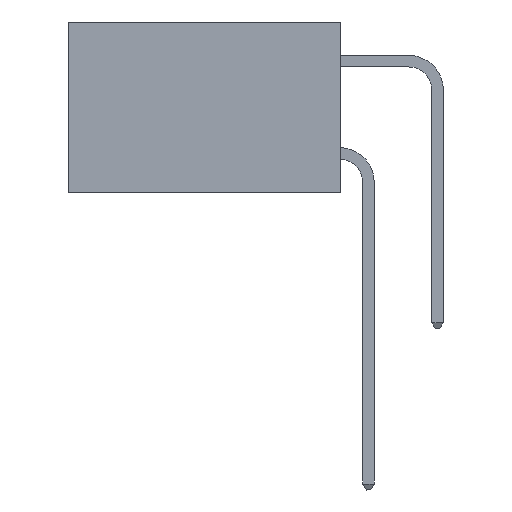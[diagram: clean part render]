
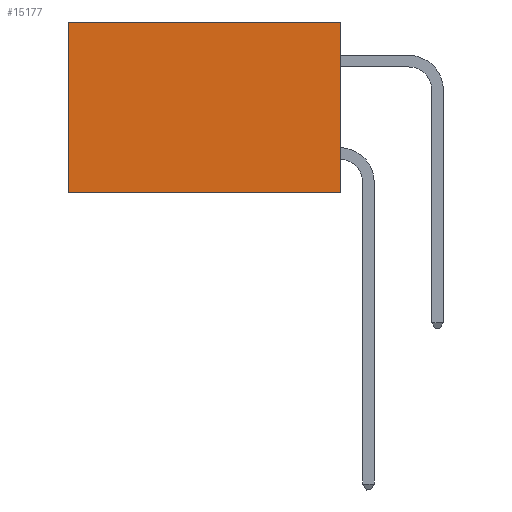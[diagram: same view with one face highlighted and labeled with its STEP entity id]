
A CAD part, left-side view. The second image highlights one B-rep face of the part: STEP entity #15177.
In plain terms, the highlighted planar face has unit normal (-1, 0, 0).
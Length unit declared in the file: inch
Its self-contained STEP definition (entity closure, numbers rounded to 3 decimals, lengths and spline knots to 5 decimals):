
#88 = EDGE_CURVE ( 'NONE', #3379, #2744, #13853, .T. ) ;
#100 = DIRECTION ( 'NONE',  ( 0., 0., -1. ) ) ;
#446 = FACE_OUTER_BOUND ( 'NONE', #13147, .T. ) ;
#1681 = CARTESIAN_POINT ( 'NONE',  ( 0.277, 0., -0.37 ) ) ;
#1948 = DIRECTION ( 'NONE',  ( 0., 1., 0. ) ) ;
#2441 = VECTOR ( 'NONE', #100, 39.37008 ) ;
#2725 = CARTESIAN_POINT ( 'NONE',  ( 0.277, 0., 0. ) ) ;
#2744 = VERTEX_POINT ( 'NONE', #18116 ) ;
#2795 = VERTEX_POINT ( 'NONE', #5535 ) ;
#3365 = ORIENTED_EDGE ( 'NONE', *, *, #7307, .F. ) ;
#3379 = VERTEX_POINT ( 'NONE', #17006 ) ;
#4828 = VERTEX_POINT ( 'NONE', #9832 ) ;
#5535 = CARTESIAN_POINT ( 'NONE',  ( 0.277, 0., -0.37 ) ) ;
#5541 = LINE ( 'NONE', #16225, #17246 ) ;
#6220 = ORIENTED_EDGE ( 'NONE', *, *, #88, .T. ) ;
#6237 = ORIENTED_EDGE ( 'NONE', *, *, #8041, .T. ) ;
#7164 = ORIENTED_EDGE ( 'NONE', *, *, #16043, .F. ) ;
#7307 = EDGE_CURVE ( 'NONE', #2795, #4828, #5541, .T. ) ;
#7448 = LINE ( 'NONE', #18941, #2441 ) ;
#7779 = PLANE ( 'NONE',  #9690 ) ;
#8041 = EDGE_CURVE ( 'NONE', #2744, #4828, #7448, .T. ) ;
#8380 = VECTOR ( 'NONE', #1948, 39.37008 ) ;
#9313 = DIRECTION ( 'NONE',  ( 0., 0., -1. ) ) ;
#9690 = AXIS2_PLACEMENT_3D ( 'NONE', #1681, #18435, #9313 ) ;
#9832 = CARTESIAN_POINT ( 'NONE',  ( 0.277, 0.59, -0.37 ) ) ;
#11241 = CARTESIAN_POINT ( 'NONE',  ( 0.277, 0., -0.37 ) ) ;
#12800 = LINE ( 'NONE', #11241, #16406 ) ;
#13147 = EDGE_LOOP ( 'NONE', ( #6237, #3365, #7164, #6220 ) ) ;
#13853 = LINE ( 'NONE', #2725, #8380 ) ;
#15177 = ADVANCED_FACE ( 'NONE', ( #446 ), #7779, .F. ) ;
#15833 = DIRECTION ( 'NONE',  ( 0., 0., -1. ) ) ;
#16043 = EDGE_CURVE ( 'NONE', #3379, #2795, #12800, .T. ) ;
#16225 = CARTESIAN_POINT ( 'NONE',  ( 0.277, 0., -0.37 ) ) ;
#16275 = DIRECTION ( 'NONE',  ( 0., 1., 0. ) ) ;
#16406 = VECTOR ( 'NONE', #15833, 39.37008 ) ;
#17006 = CARTESIAN_POINT ( 'NONE',  ( 0.277, 0., 0. ) ) ;
#17246 = VECTOR ( 'NONE', #16275, 39.37008 ) ;
#18116 = CARTESIAN_POINT ( 'NONE',  ( 0.277, 0.59, 0. ) ) ;
#18435 = DIRECTION ( 'NONE',  ( 1., 0., 0. ) ) ;
#18941 = CARTESIAN_POINT ( 'NONE',  ( 0.277, 0.59, -0.37 ) ) ;
